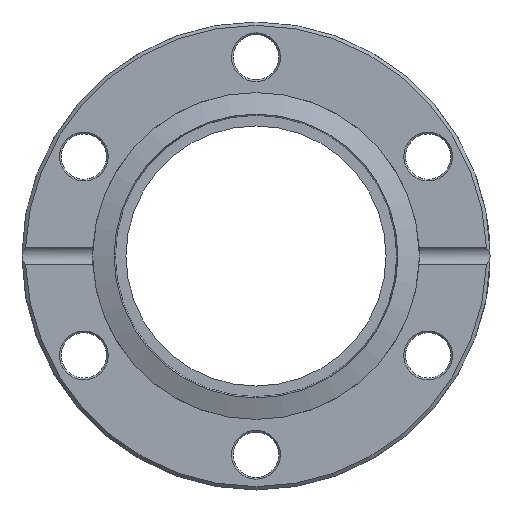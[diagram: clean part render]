
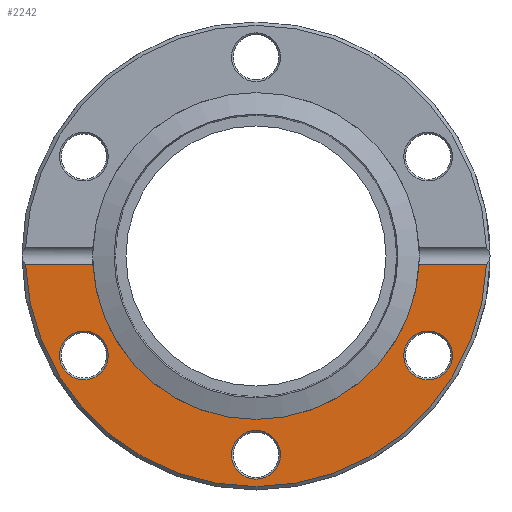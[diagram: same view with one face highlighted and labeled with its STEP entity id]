
A CAD part, front view. The second image highlights one B-rep face of the part: STEP entity #2242.
In plain terms, the highlighted planar face has unit normal (0, -1, 0).
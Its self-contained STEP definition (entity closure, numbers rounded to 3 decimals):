
#60=PLANE('',#2433);
#146=FACE_BOUND('',#686,.T.);
#147=FACE_BOUND('',#687,.T.);
#148=FACE_BOUND('',#688,.T.);
#179=LINE('',#3045,#294);
#293=LINE('',#5370,#408);
#294=VECTOR('',#2500,10.);
#408=VECTOR('',#2864,10.);
#535=FACE_OUTER_BOUND('',#685,.T.);
#685=EDGE_LOOP('',(#2043,#2044,#2045,#2046));
#686=EDGE_LOOP('',(#2047));
#687=EDGE_LOOP('',(#2048));
#688=EDGE_LOOP('',(#2049));
#752=CIRCLE('',#2300,34.05);
#803=CIRCLE('',#2434,24.13);
#804=CIRCLE('',#2435,3.6);
#805=CIRCLE('',#2436,3.6);
#806=CIRCLE('',#2437,3.6);
#935=VERTEX_POINT('',#3035);
#936=VERTEX_POINT('',#3044);
#941=VERTEX_POINT('',#3077);
#1123=VERTEX_POINT('',#5355);
#1131=VERTEX_POINT('',#5392);
#1132=VERTEX_POINT('',#5394);
#1133=VERTEX_POINT('',#5396);
#1162=EDGE_CURVE('',#936,#935,#179,.T.);
#1170=EDGE_CURVE('',#941,#935,#752,.T.);
#1440=EDGE_CURVE('',#941,#1123,#293,.T.);
#1450=EDGE_CURVE('',#1123,#936,#803,.T.);
#1451=EDGE_CURVE('',#1131,#1131,#804,.T.);
#1452=EDGE_CURVE('',#1132,#1132,#805,.T.);
#1453=EDGE_CURVE('',#1133,#1133,#806,.T.);
#2043=ORIENTED_EDGE('',*,*,#1170,.F.);
#2044=ORIENTED_EDGE('',*,*,#1440,.T.);
#2045=ORIENTED_EDGE('',*,*,#1450,.T.);
#2046=ORIENTED_EDGE('',*,*,#1162,.T.);
#2047=ORIENTED_EDGE('',*,*,#1451,.F.);
#2048=ORIENTED_EDGE('',*,*,#1452,.F.);
#2049=ORIENTED_EDGE('',*,*,#1453,.F.);
#2242=ADVANCED_FACE('',(#535,#146,#147,#148),#60,.T.);
#2300=AXIS2_PLACEMENT_3D('',#3086,#2510,#2511);
#2433=AXIS2_PLACEMENT_3D('',#5390,#2889,#2890);
#2434=AXIS2_PLACEMENT_3D('',#5391,#2891,#2892);
#2435=AXIS2_PLACEMENT_3D('',#5393,#2893,#2894);
#2436=AXIS2_PLACEMENT_3D('',#5395,#2895,#2896);
#2437=AXIS2_PLACEMENT_3D('',#5397,#2897,#2898);
#2500=DIRECTION('',(-1.,0.,0.));
#2510=DIRECTION('center_axis',(0.,1.,0.));
#2511=DIRECTION('ref_axis',(-1.,0.,0.));
#2864=DIRECTION('',(-1.,0.,0.));
#2889=DIRECTION('center_axis',(0.,-1.,0.));
#2890=DIRECTION('ref_axis',(0.,0.,-1.));
#2891=DIRECTION('center_axis',(0.,1.,0.));
#2892=DIRECTION('ref_axis',(1.,0.,0.));
#2893=DIRECTION('center_axis',(0.,-1.,0.));
#2894=DIRECTION('ref_axis',(1.,0.,0.));
#2895=DIRECTION('center_axis',(0.,-1.,0.));
#2896=DIRECTION('ref_axis',(0.5,0.,-0.866));
#2897=DIRECTION('center_axis',(0.,-1.,0.));
#2898=DIRECTION('ref_axis',(0.5,0.,0.866));
#3035=CARTESIAN_POINT('',(-34.029,0.,-1.2));
#3044=CARTESIAN_POINT('',(-24.1,0.,-1.2));
#3045=CARTESIAN_POINT('',(34.55,0.,-1.2));
#3077=CARTESIAN_POINT('',(34.029,0.,-1.2));
#3086=CARTESIAN_POINT('Origin',(0.,0.,0.));
#5355=CARTESIAN_POINT('',(24.1,0.,-1.2));
#5370=CARTESIAN_POINT('',(34.55,0.,-1.2));
#5390=CARTESIAN_POINT('Origin',(-34.55,0.,0.));
#5391=CARTESIAN_POINT('Origin',(0.,0.,0.));
#5392=CARTESIAN_POINT('',(-3.6,0.,-29.35));
#5393=CARTESIAN_POINT('Origin',(0.,0.,-29.35));
#5394=CARTESIAN_POINT('',(-27.218,0.,-11.557));
#5395=CARTESIAN_POINT('Origin',(-25.418,0.,-14.675));
#5396=CARTESIAN_POINT('',(23.618,0.,-17.793));
#5397=CARTESIAN_POINT('Origin',(25.418,0.,-14.675));
